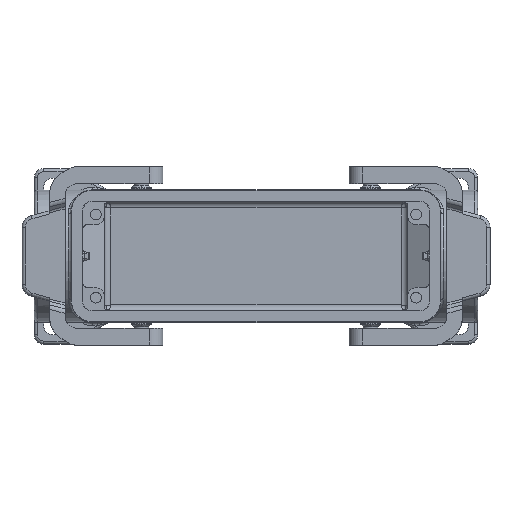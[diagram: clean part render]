
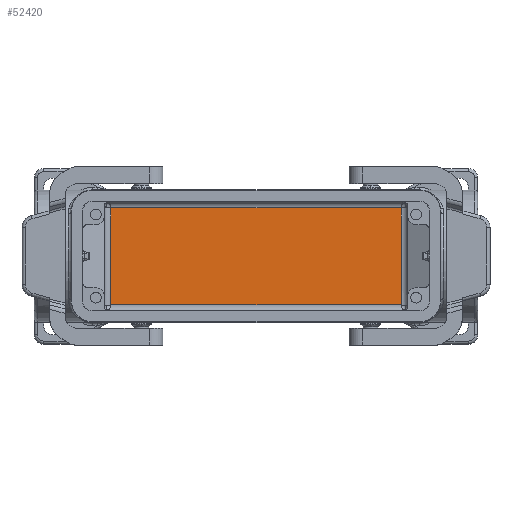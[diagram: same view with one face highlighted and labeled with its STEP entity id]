
A CAD part, top view. The second image highlights one B-rep face of the part: STEP entity #52420.
In plain terms, the highlighted planar face has unit normal (0, 0, 1).
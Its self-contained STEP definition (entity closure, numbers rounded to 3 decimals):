
#37360=CARTESIAN_POINT('',(97.269,40.205,3.));
#37370=DIRECTION('',(0.,0.,1.));
#37380=DIRECTION('',(-1.,0.,0.));
#37390=AXIS2_PLACEMENT_3D('',#37360,#37370,#37380);
#37400=PLANE('',#37390);
#52080=CARTESIAN_POINT('',(13.069,0.,
3.));
#52090=DIRECTION('',(0.,1.,0.));
#52100=VECTOR('',#52090,1.);
#52110=LINE('',#52080,#52100);
#52120=CARTESIAN_POINT('',(13.069,24.455,3.));
#52130=VERTEX_POINT('',#52120);
#52140=CARTESIAN_POINT('',(13.069,55.955,3.));
#52150=VERTEX_POINT('',#52140);
#52160=EDGE_CURVE('',#52130,#52150,#52110,.T.);
#52170=ORIENTED_EDGE('',*,*,#52160,.F.);
#52180=CARTESIAN_POINT('',(0.,55.955,3.));
#52190=DIRECTION('',(-1.,0.,0.));
#52200=VECTOR('',#52190,1.);
#52210=LINE('',#52180,#52200);
#52220=CARTESIAN_POINT('',(107.569,55.955,3.));
#52230=VERTEX_POINT('',#52220);
#52240=EDGE_CURVE('',#52230,#52150,#52210,.T.);
#52250=ORIENTED_EDGE('',*,*,#52240,.T.);
#52260=CARTESIAN_POINT('',(107.569,0.,
3.));
#52270=DIRECTION('',(0.,1.,0.));
#52280=VECTOR('',#52270,1.);
#52290=LINE('',#52260,#52280);
#52300=CARTESIAN_POINT('',(107.569,24.455,3.));
#52310=VERTEX_POINT('',#52300);
#52320=EDGE_CURVE('',#52310,#52230,#52290,.T.);
#52330=ORIENTED_EDGE('',*,*,#52320,.T.);
#52340=CARTESIAN_POINT('',(0.,24.455,3.));
#52350=DIRECTION('',(-1.,0.,0.));
#52360=VECTOR('',#52350,1.);
#52370=LINE('',#52340,#52360);
#52380=EDGE_CURVE('',#52310,#52130,#52370,.T.);
#52390=ORIENTED_EDGE('',*,*,#52380,.F.);
#52400=EDGE_LOOP('',(#52390,#52330,#52250,#52170));
#52410=FACE_OUTER_BOUND('',#52400,.T.);
#52420=ADVANCED_FACE('',(#52410),#37400,.T.);
